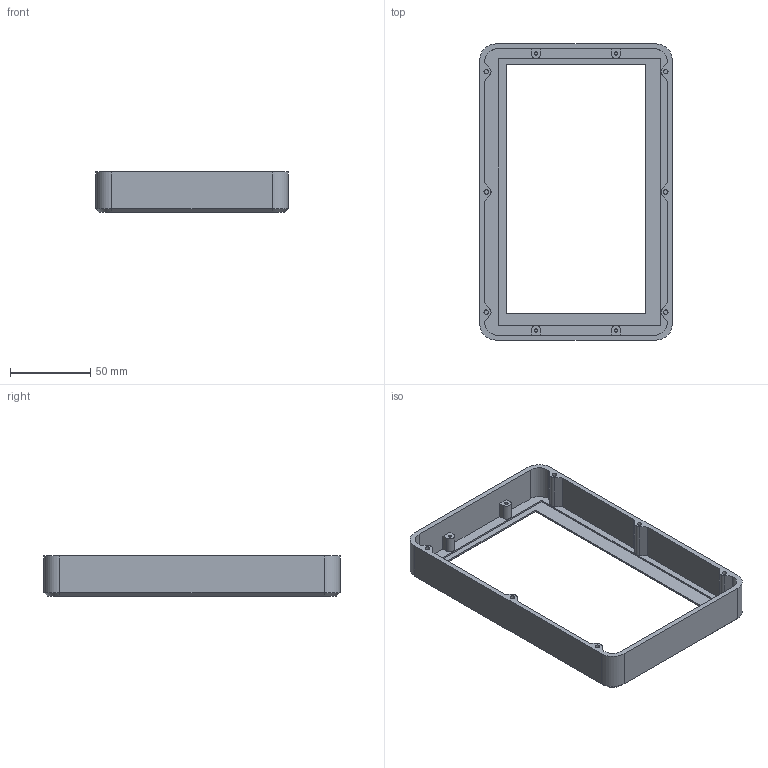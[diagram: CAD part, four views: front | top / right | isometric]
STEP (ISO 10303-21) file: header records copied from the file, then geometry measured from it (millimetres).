
FILE_DESCRIPTION(/* description */ (''),/* implementation_level */ '2;1');
FILE_NAME(/* name */ 'gameboy_xl_touch_case_top.step',/* time_stamp */ '2023-06-11T10:45:35-05:00',/* author */ (''),/* organization */ (''),/* preprocessor_version */ 'ST-DEVELOPER v19.2',/* originating_system */ 'Autodesk Translation Framework v12.6.0.85',/* authorisation */ '');
FILE_SCHEMA (('AUTOMOTIVE_DESIGN { 1 0 10303 214 3 1 1 }'));
Length unit declared in the file: millimetre
Products named in the file (1): touchscreen case
Bounding box: 120 x 184.75 x 25 mm (x, y, z)
Volume: 63582 mm3; surface area: 47114.6 mm2
Topology: 1 solids, 1 shells, 100 faces, 246 edges, 160 vertices
Faces by surface type: plane 68, cylinder 28, cone 4
Full cylindrical faces by diameter (mm): 2 x4, 2.8 x6
Entity records: 2971 total; most frequent: DIRECTION 508, CARTESIAN_POINT 507, ORIENTED_EDGE 492, EDGE_CURVE 246, LINE 186, VECTOR 186, AXIS2_PLACEMENT_3D 161, VERTEX_POINT 160
